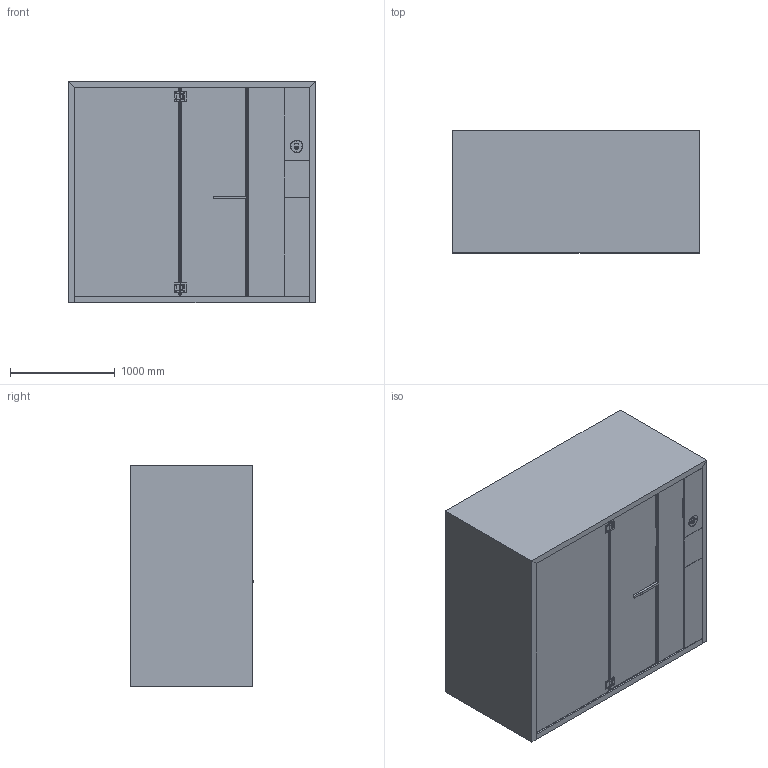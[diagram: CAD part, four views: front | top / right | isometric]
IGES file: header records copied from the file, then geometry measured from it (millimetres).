
Global section: file name: No Iges File Name specified; native system: Autodesk Inventor 2011; preprocessor: AutoDesk Inventor Iges Exporter R2011; author: Administrator; date: 20120426.191655; units: millimetre
Bounding box: 2366.28 x 1179.4 x 2120 mm (x, y, z)
Volume: 843087931.7 mm3; surface area: 68629451.7 mm2
Topology: 97 solids, 101 shells, 6980 faces, 20854 edges, 13857 vertices
Faces by surface type: plane 6321, revolution 391, cylinder 266, torus 2
